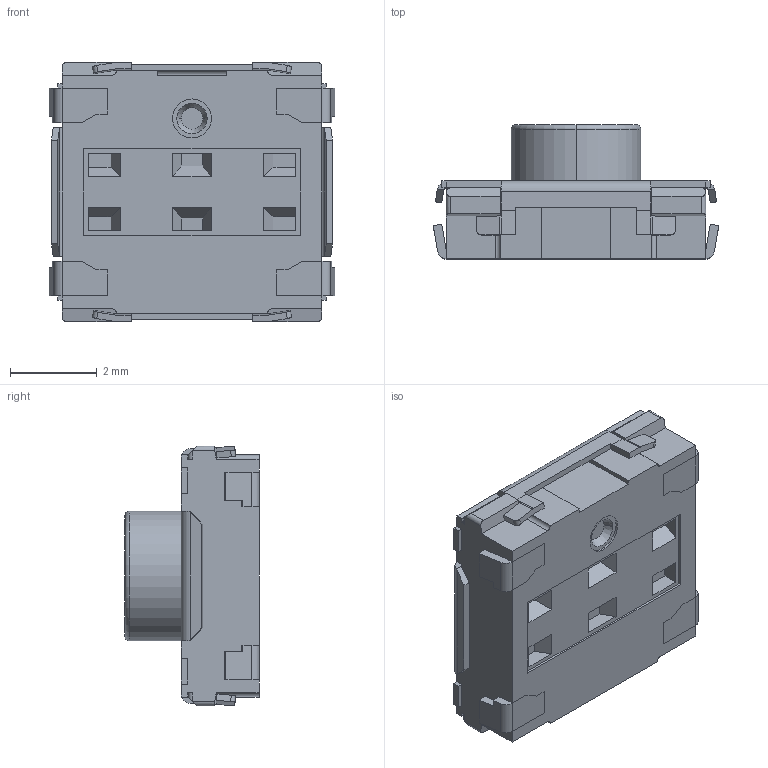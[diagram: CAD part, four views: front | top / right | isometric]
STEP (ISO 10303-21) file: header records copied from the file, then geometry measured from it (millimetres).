
FILE_DESCRIPTION(('FreeCAD Model'),'2;1');
FILE_NAME('Open CASCADE Shape Model','2022-07-24T12:43:09',('Author'),( ''),'Open CASCADE STEP processor 7.6','FreeCAD','Unknown');
FILE_SCHEMA(('AUTOMOTIVE_DESIGN { 1 0 10303 214 1 1 1 1 }'));
Length unit declared in the file: millimetre
Products named in the file (1): evqq2-bfkpuy-03w_
Bounding box: 6.6 x 3.1 x 6 mm (x, y, z)
Surface area: 328.4 mm2
Topology: 10 solids, 10 shells, 566 faces, 1484 edges, 960 vertices
Faces by surface type: plane 458, cylinder 100, torus 4, cone 4
Entity records: 41964 total; most frequent: CARTESIAN_POINT 8275, DIRECTION 5496, LINE 3868, VECTOR 3868, ORIENTED_EDGE 2968, PCURVE 2968, DEFINITIONAL_REPRESENTATION 2968, EDGE_CURVE 1484
